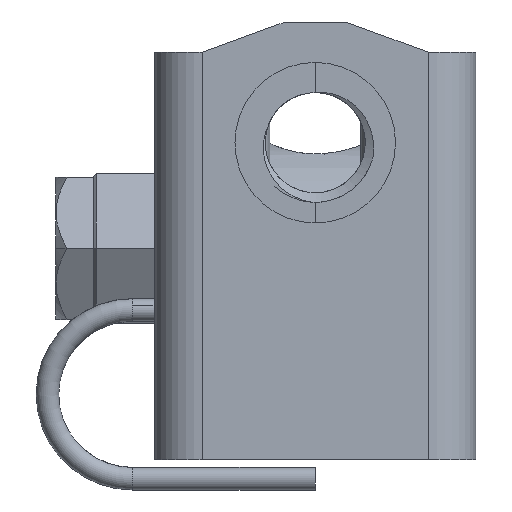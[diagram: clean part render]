
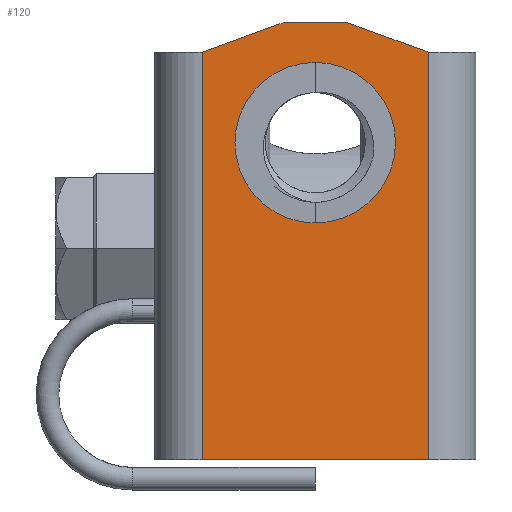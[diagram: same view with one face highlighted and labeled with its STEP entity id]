
A CAD part, left-side view. The second image highlights one B-rep face of the part: STEP entity #120.
In plain terms, the highlighted planar face has unit normal (-1, 0, 0).
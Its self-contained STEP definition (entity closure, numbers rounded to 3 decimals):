
#120=ADVANCED_FACE('',(#523,#524),#525,.F.);
#523=FACE_OUTER_BOUND('',#1235,.T.);
#524=FACE_BOUND('',#1236,.T.);
#525=PLANE('',#1237);
#1235=EDGE_LOOP('',(#2787,#2788,#2789,#2790,#2791,#2792));
#1236=EDGE_LOOP('',(#2793,#2794));
#1237=AXIS2_PLACEMENT_3D('',#2795,#2796,#2797);
#2787=ORIENTED_EDGE('',*,*,#5367,.F.);
#2788=ORIENTED_EDGE('',*,*,#5368,.T.);
#2789=ORIENTED_EDGE('',*,*,#5369,.T.);
#2790=ORIENTED_EDGE('',*,*,#5370,.T.);
#2791=ORIENTED_EDGE('',*,*,#5371,.T.);
#2792=ORIENTED_EDGE('',*,*,#5372,.F.);
#2793=ORIENTED_EDGE('',*,*,#5373,.F.);
#2794=ORIENTED_EDGE('',*,*,#5374,.F.);
#2795=CARTESIAN_POINT('',(-2.0,-7.5,0.0));
#2796=DIRECTION('',(1.0,0.0,0.0));
#2797=DIRECTION('',(0.0,1.0,-0.0));
#5367=EDGE_CURVE('',#6366,#6342,#6369,.T.);
#5368=EDGE_CURVE('',#6366,#6370,#6371,.T.);
#5369=EDGE_CURVE('',#6370,#6372,#6373,.T.);
#5370=EDGE_CURVE('',#6372,#6374,#6375,.T.);
#5371=EDGE_CURVE('',#6374,#6376,#6377,.T.);
#5372=EDGE_CURVE('',#6342,#6376,#6378,.T.);
#5373=EDGE_CURVE('',#6379,#6380,#6381,.T.);
#5374=EDGE_CURVE('',#6380,#6379,#6382,.T.);
#6342=VERTEX_POINT('',#7982);
#6366=VERTEX_POINT('',#8047);
#6369=LINE('',#8051,#8052);
#6370=VERTEX_POINT('',#8053);
#6371=LINE('',#8054,#8055);
#6372=VERTEX_POINT('',#8056);
#6373=LINE('',#8057,#8058);
#6374=VERTEX_POINT('',#8059);
#6375=LINE('',#8060,#8061);
#6376=VERTEX_POINT('',#8062);
#6377=LINE('',#8063,#8064);
#6378=LINE('',#8065,#8066);
#6379=VERTEX_POINT('',#8067);
#6380=VERTEX_POINT('',#8068);
#6381=CIRCLE('',#8069,5.32);
#6382=CIRCLE('',#8070,5.32);
#7982=CARTESIAN_POINT('',(-2.0,7.5,0.0));
#8047=CARTESIAN_POINT('',(-2.0,-7.5,0.0));
#8051=CARTESIAN_POINT('',(-2.0,-7.5,0.0));
#8052=VECTOR('',#10578,15.0);
#8053=CARTESIAN_POINT('',(-2.0,-7.5,27.0));
#8054=CARTESIAN_POINT('',(-2.0,-7.5,0.0));
#8055=VECTOR('',#10579,27.0);
#8056=CARTESIAN_POINT('',(-2.0,-2.0,29.0));
#8057=CARTESIAN_POINT('',(-2.0,-7.5,27.0));
#8058=VECTOR('',#10580,5.852);
#8059=CARTESIAN_POINT('',(-2.0,2.0,29.0));
#8060=CARTESIAN_POINT('',(-2.0,-2.0,29.0));
#8061=VECTOR('',#10581,4.0);
#8062=CARTESIAN_POINT('',(-2.0,7.5,27.0));
#8063=CARTESIAN_POINT('',(-2.0,2.0,29.0));
#8064=VECTOR('',#10582,5.852);
#8065=CARTESIAN_POINT('',(-2.0,7.5,0.0));
#8066=VECTOR('',#10583,27.0);
#8067=CARTESIAN_POINT('',(-2.0,0.0,26.32));
#8068=CARTESIAN_POINT('',(-2.0,0.0,15.68));
#8069=AXIS2_PLACEMENT_3D('',#10584,#10585,#10586);
#8070=AXIS2_PLACEMENT_3D('',#10587,#10588,#10589);
#10578=DIRECTION('',(0.0,1.0,0.0));
#10579=DIRECTION('',(0.0,0.0,1.0));
#10580=DIRECTION('',(0.0,0.94,0.342));
#10581=DIRECTION('',(0.0,1.0,0.0));
#10582=DIRECTION('',(0.0,0.94,-0.342));
#10583=DIRECTION('',(0.0,0.0,1.0));
#10584=CARTESIAN_POINT('',(-2.0,0.0,21.0));
#10585=DIRECTION('',(-1.0,0.0,0.0));
#10586=DIRECTION('',(0.0,0.0,1.0));
#10587=CARTESIAN_POINT('',(-2.0,0.0,21.0));
#10588=DIRECTION('',(-1.0,0.0,0.0));
#10589=DIRECTION('',(0.0,0.0,-1.0));
